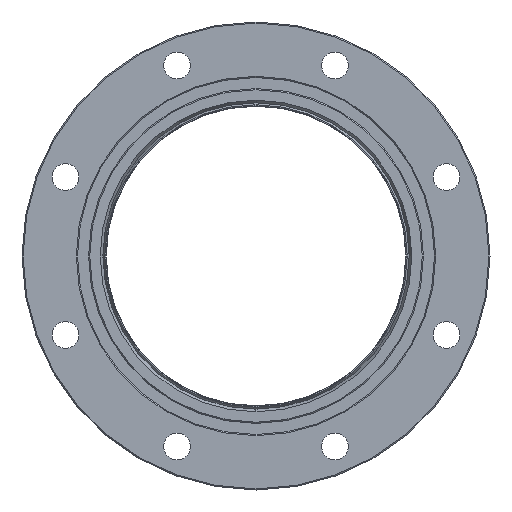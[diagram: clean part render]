
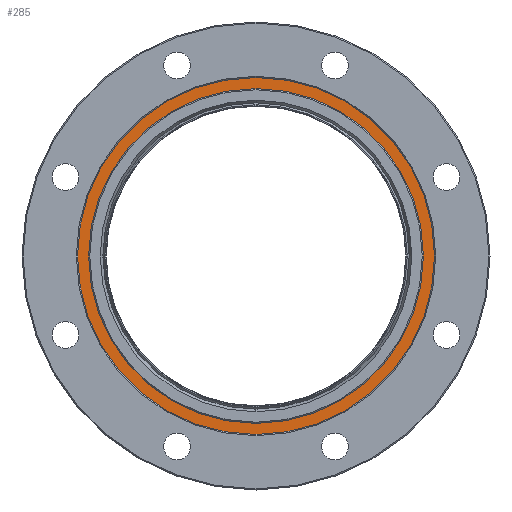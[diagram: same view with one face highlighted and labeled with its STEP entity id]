
A CAD part, left-side view. The second image highlights one B-rep face of the part: STEP entity #285.
In plain terms, the highlighted planar face has unit normal (-1, 0, 0).
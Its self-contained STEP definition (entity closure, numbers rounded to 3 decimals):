
#285=ADVANCED_FACE('',(#1780,#1781),#1779,.F.);
#1779=PLANE('',#5048);
#1780=FACE_OUTER_BOUND('',#5049,.T.);
#1781=FACE_BOUND('',#5050,.T.);
#5045=CARTESIAN_POINT('',(-47.,-148.737,90.1));
#5046=DIRECTION('',(1.,0.,0.));
#5047=DIRECTION('',(0.,0.,-1.));
#5048=AXIS2_PLACEMENT_3D('',#5045,#5046,#5047);
#5049=EDGE_LOOP('',(#6217,#6218));
#5050=EDGE_LOOP('',(#6219,#6220));
#6217=ORIENTED_EDGE('',*,*,#6853,.T.);
#6218=ORIENTED_EDGE('',*,*,#6854,.T.);
#6219=ORIENTED_EDGE('',*,*,#6855,.F.);
#6220=ORIENTED_EDGE('',*,*,#6856,.F.);
#6853=EDGE_CURVE('',#9061,#9062,#9063,.T.);
#6854=EDGE_CURVE('',#9062,#9061,#9069,.T.);
#6855=EDGE_CURVE('',#9075,#9076,#9077,.T.);
#6856=EDGE_CURVE('',#9076,#9075,#9083,.T.);
#9061=VERTEX_POINT('',#11561);
#9062=VERTEX_POINT('',#11562);
#9063=CIRCLE('',#11566,80.1);
#9069=CIRCLE('',#11570,80.1);
#9075=VERTEX_POINT('',#11571);
#9076=VERTEX_POINT('',#11572);
#9077=CIRCLE('',#11576,75.1);
#9083=CIRCLE('',#11580,75.1);
#11561=CARTESIAN_POINT('',(-47.,0.,80.1));
#11562=CARTESIAN_POINT('',(-47.,0.,-80.1));
#11563=CARTESIAN_POINT('',(-47.,0.,0.));
#11564=DIRECTION('',(-1.,0.,0.));
#11565=DIRECTION('',(0.,0.,1.));
#11566=AXIS2_PLACEMENT_3D('',#11563,#11564,#11565);
#11567=CARTESIAN_POINT('',(-47.,0.,0.));
#11568=DIRECTION('',(-1.,0.,0.));
#11569=DIRECTION('',(0.,0.,1.));
#11570=AXIS2_PLACEMENT_3D('',#11567,#11568,#11569);
#11571=CARTESIAN_POINT('',(-47.,0.,-75.1));
#11572=CARTESIAN_POINT('',(-47.,0.,75.1));
#11573=CARTESIAN_POINT('',(-47.,0.,0.));
#11574=DIRECTION('',(-1.,0.,0.));
#11575=DIRECTION('',(0.,0.,1.));
#11576=AXIS2_PLACEMENT_3D('',#11573,#11574,#11575);
#11577=CARTESIAN_POINT('',(-47.,0.,0.));
#11578=DIRECTION('',(-1.,0.,0.));
#11579=DIRECTION('',(0.,0.,1.));
#11580=AXIS2_PLACEMENT_3D('',#11577,#11578,#11579);
